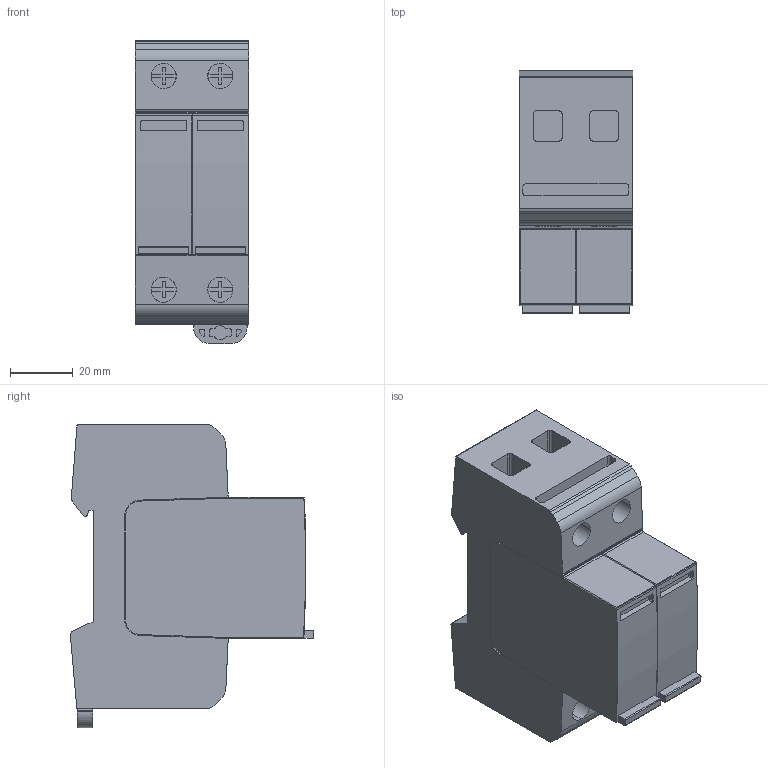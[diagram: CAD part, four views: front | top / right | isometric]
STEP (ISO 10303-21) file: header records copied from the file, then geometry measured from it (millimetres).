
FILE_DESCRIPTION((''),'2;1');
FILE_NAME('NWEGEN_CUSTOMER_1P1_2P0_T2','2018-09-04T10:56:08',('Sebastjan.kamensek'),('Audax d.o.o.'),'CREO PARAMETRIC BY PTC INC, 2017260','CREO PARAMETRIC BY PTC INC, 2017260','');
FILE_SCHEMA(('AP242_MANAGED_MODEL_BASED_3D_ENGINEERING_MIM_LF { 1 0 10303 442 1 1 4 }'));
Length unit declared in the file: millimetre
Products named in the file (1): NWEGEN_CUSTOMER_1P1_2P0_T2
Bounding box: 36 x 77.28 x 96.23 mm (x, y, z)
Volume: 182650.4 mm3; surface area: 26340.6 mm2
Topology: 1 solids, 1 shells, 303 faces, 842 edges, 556 vertices
Faces by surface type: plane 185, cylinder 58, extrusion 56, cone 4
Entity records: 11007 total; most frequent: CARTESIAN_POINT 2985, ORIENTED_EDGE 1692, DIRECTION 1383, EDGE_CURVE 846, VECTOR 625, LINE 569, VERTEX_POINT 556, AXIS2_PLACEMENT_3D 379
